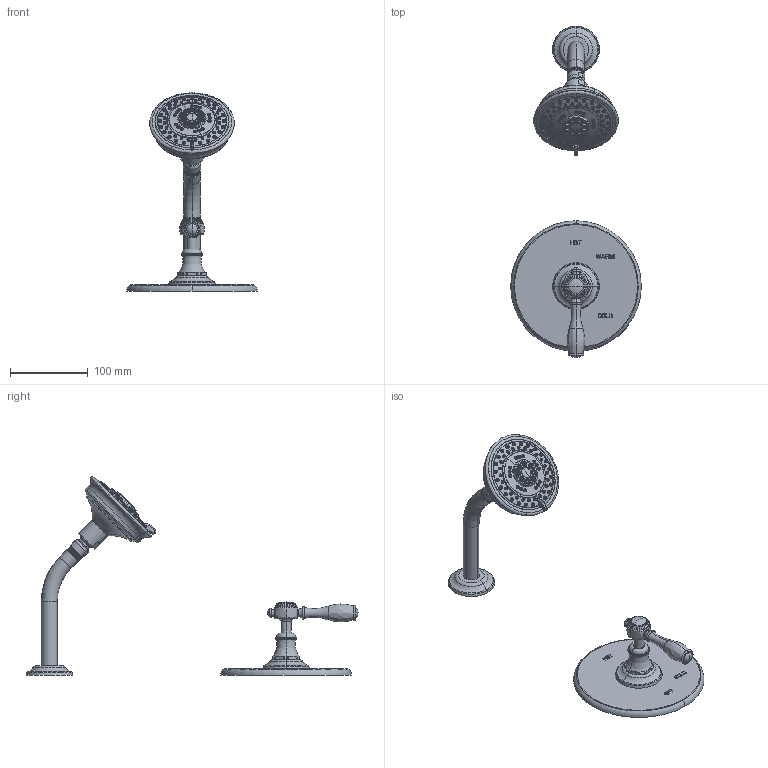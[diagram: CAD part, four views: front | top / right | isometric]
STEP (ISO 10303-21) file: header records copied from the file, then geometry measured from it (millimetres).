
FILE_DESCRIPTION((''),'2;1');
FILE_NAME('3-1774BP','2021-05-27T16:35:19',('jinson.thomas'),(''),'CREO PARAMETRIC BY PTC INC, 2018400','CREO PARAMETRIC BY PTC INC, 2018400','');
FILE_SCHEMA(('CONFIG_CONTROL_DESIGN'));
Products named in the file (1): 3-1774BP
Bounding box: 168.28 x 427.51 x 255.25 mm (x, y, z)
Volume: 588863.7 mm3; surface area: 110378.4 mm2
Topology: 2 solids, 2 shells, 1608 faces, 3535 edges, 2176 vertices
Faces by surface type: plane 613, torus 375, cone 304, cylinder 204, bspline 98, sphere 12, revolution 2
Entity records: 63227 total; most frequent: CARTESIAN_POINT 28677, ORIENTED_EDGE 7054, DIRECTION 7011, EDGE_CURVE 3527, AXIS2_PLACEMENT_3D 2716, VERTEX_POINT 2176, EDGE_LOOP 1877, FACE_OUTER_BOUND 1608
